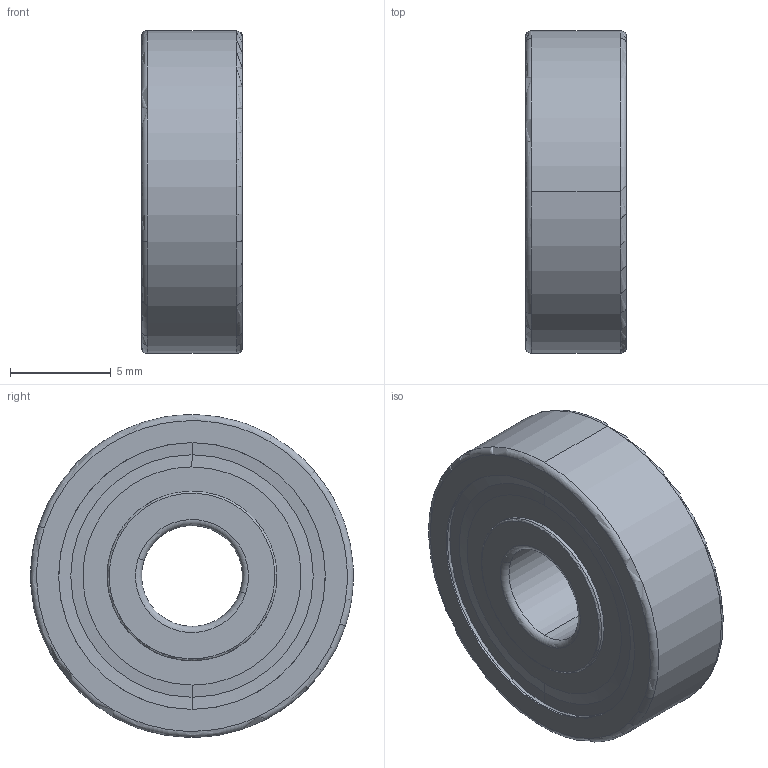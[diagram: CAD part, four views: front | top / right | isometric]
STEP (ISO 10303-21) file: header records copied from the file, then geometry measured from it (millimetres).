
FILE_DESCRIPTION (( 'STEP AP214' ), '1' );
FILE_NAME ('SKF_625_2Z.STEP', '2021-09-03T03:10:49', ( '' ), ( '' ), 'SwSTEP 2.0', 'SolidWorks 2021', '' );
FILE_SCHEMA (( 'AUTOMOTIVE_DESIGN' ));
Length unit declared in the file: millimetre
Products named in the file (1): SKF_625_2Z
Bounding box: 5 x 15.99 x 16 mm (x, y, z)
Volume: 646.3 mm3; surface area: 1375.1 mm2
Topology: 10 solids, 10 shells, 90 faces, 240 edges, 142 vertices
Faces by surface type: cylinder 24, torus 22, cone 20, sphere 16, plane 8
Entity records: 3917 total; most frequent: CARTESIAN_POINT 769, DIRECTION 474, ORIENTED_EDGE 384, AXIS2_PLACEMENT_3D 215, EDGE_CURVE 192, VERTEX_POINT 126, CIRCLE 124, UNCERTAINTY_MEASURE_WITH_UNIT 102
